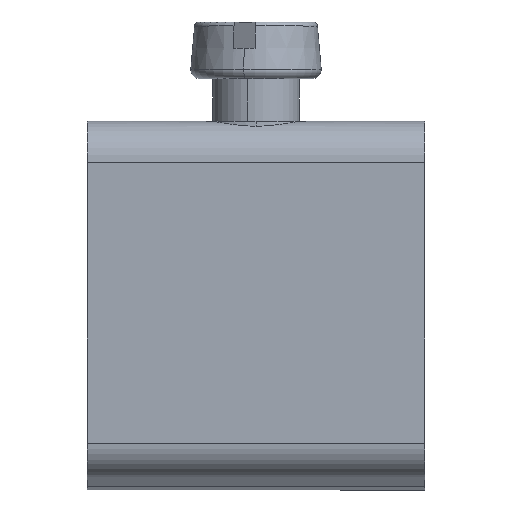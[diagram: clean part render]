
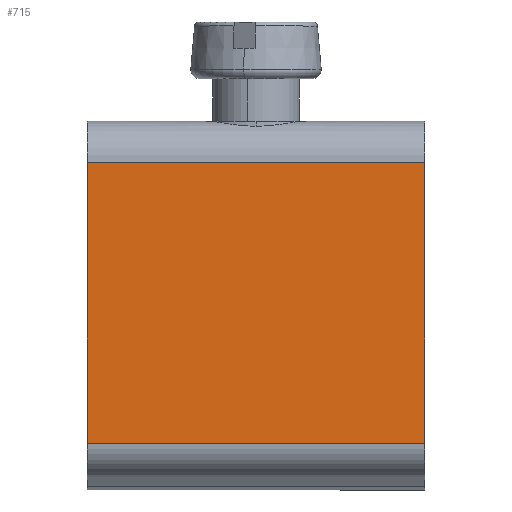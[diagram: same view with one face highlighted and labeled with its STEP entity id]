
A CAD part, top view. The second image highlights one B-rep face of the part: STEP entity #715.
In plain terms, the highlighted planar face has unit normal (0, 0, 1).
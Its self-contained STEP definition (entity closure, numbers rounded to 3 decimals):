
#17 = VECTOR ( 'NONE', #816, 1000. ) ;
#25 = VERTEX_POINT ( 'NONE', #923 ) ;
#44 = ORIENTED_EDGE ( 'NONE', *, *, #1091, .F. ) ;
#56 = DIRECTION ( 'NONE',  ( 0., -1., 0. ) ) ;
#122 = LINE ( 'NONE', #279, #17 ) ;
#135 = EDGE_LOOP ( 'NONE', ( #240, #706, #44, #1485 ) ) ;
#185 = FACE_OUTER_BOUND ( 'NONE', #135, .T. ) ;
#211 = VECTOR ( 'NONE', #56, 1000. ) ;
#240 = ORIENTED_EDGE ( 'NONE', *, *, #1119, .F. ) ;
#279 = CARTESIAN_POINT ( 'NONE',  ( -8.655, 1.154, 5.295 ) ) ;
#332 = VERTEX_POINT ( 'NONE', #1248 ) ;
#520 = DIRECTION ( 'NONE',  ( 0., 0., 1. ) ) ;
#540 = DIRECTION ( 'NONE',  ( 0., -1., 0. ) ) ;
#621 = VERTEX_POINT ( 'NONE', #1135 ) ;
#706 = ORIENTED_EDGE ( 'NONE', *, *, #1038, .T. ) ;
#715 = ADVANCED_FACE ( 'NONE', ( #185 ), #1263, .T. ) ;
#722 = LINE ( 'NONE', #874, #901 ) ;
#816 = DIRECTION ( 'NONE',  ( 0., 1., 0. ) ) ;
#859 = DIRECTION ( 'NONE',  ( 1., 0., 0. ) ) ;
#874 = CARTESIAN_POINT ( 'NONE',  ( -0.905, 0.654, 5.295 ) ) ;
#899 = CARTESIAN_POINT ( 'NONE',  ( -8.655, 0.654, 5.295 ) ) ;
#901 = VECTOR ( 'NONE', #1008, 1000. ) ;
#923 = CARTESIAN_POINT ( 'NONE',  ( -8.655, -12.253, 5.295 ) ) ;
#938 = VECTOR ( 'NONE', #859, 1000. ) ;
#1008 = DIRECTION ( 'NONE',  ( -1., 0., 0. ) ) ;
#1038 = EDGE_CURVE ( 'NONE', #621, #1411, #722, .T. ) ;
#1078 = CARTESIAN_POINT ( 'NONE',  ( -8.655, -12.253, 5.295 ) ) ;
#1085 = LINE ( 'NONE', #1078, #938 ) ;
#1091 = EDGE_CURVE ( 'NONE', #25, #1411, #122, .T. ) ;
#1108 = CARTESIAN_POINT ( 'NONE',  ( -0.905, 2.554, 5.295 ) ) ;
#1119 = EDGE_CURVE ( 'NONE', #621, #332, #1336, .T. ) ;
#1135 = CARTESIAN_POINT ( 'NONE',  ( 6.845, 0.654, 5.295 ) ) ;
#1204 = AXIS2_PLACEMENT_3D ( 'NONE', #1108, #520, #540 ) ;
#1248 = CARTESIAN_POINT ( 'NONE',  ( 6.845, -12.253, 5.295 ) ) ;
#1263 = PLANE ( 'NONE',  #1204 ) ;
#1336 = LINE ( 'NONE', #1384, #211 ) ;
#1384 = CARTESIAN_POINT ( 'NONE',  ( 6.845, -13.856, 5.295 ) ) ;
#1411 = VERTEX_POINT ( 'NONE', #899 ) ;
#1478 = EDGE_CURVE ( 'NONE', #25, #332, #1085, .T. ) ;
#1485 = ORIENTED_EDGE ( 'NONE', *, *, #1478, .T. ) ;
